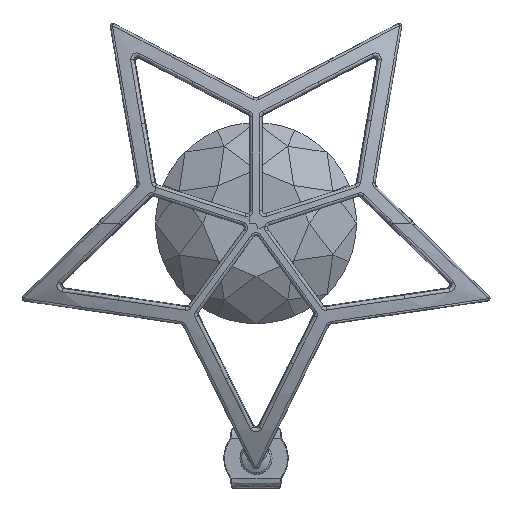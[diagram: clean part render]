
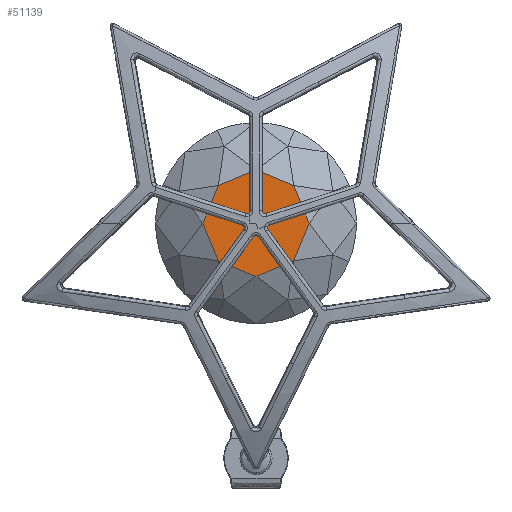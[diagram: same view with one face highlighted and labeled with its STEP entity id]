
A CAD part, front view. The second image highlights one B-rep face of the part: STEP entity #51139.
In plain terms, the highlighted free-form (B-spline) face has degree [1, 1] with [2, 2] control points.
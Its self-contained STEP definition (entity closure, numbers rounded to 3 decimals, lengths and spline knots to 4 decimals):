
#50850 = VERTEX_POINT('',#50851);
#50851 = CARTESIAN_POINT('',(2.4469,-2.8962,
    0.));
#50870 = VERTEX_POINT('',#50871);
#50871 = CARTESIAN_POINT('',(1.7302,-2.8962,
    -1.7302));
#50876 = EDGE_CURVE('',#50850,#50870,#50877,.T.);
#50877 = B_SPLINE_CURVE_WITH_KNOTS('',1,(#50878,#50879),.UNSPECIFIED.,
  .F.,.F.,(2,2),(0.,2.0282),
  .PIECEWISE_BEZIER_KNOTS.);
#50878 = CARTESIAN_POINT('',(2.4469,-2.8962,
    0.));
#50879 = CARTESIAN_POINT('',(1.7302,-2.8962,
    -1.7302));
#50907 = VERTEX_POINT('',#50908);
#50908 = CARTESIAN_POINT('',(0.,-2.8962,
    -2.4469));
#50913 = EDGE_CURVE('',#50870,#50907,#50914,.T.);
#50914 = B_SPLINE_CURVE_WITH_KNOTS('',1,(#50915,#50916),.UNSPECIFIED.,
  .F.,.F.,(2,2),(0.,2.0282),.PIECEWISE_BEZIER_KNOTS.);
#50915 = CARTESIAN_POINT('',(1.7302,-2.8962,
    -1.7302));
#50916 = CARTESIAN_POINT('',(0.,-2.8962,
    -2.4469));
#50944 = VERTEX_POINT('',#50945);
#50945 = CARTESIAN_POINT('',(-1.7302,-2.8962,
    -1.7302));
#50950 = EDGE_CURVE('',#50907,#50944,#50951,.T.);
#50951 = B_SPLINE_CURVE_WITH_KNOTS('',1,(#50952,#50953),.UNSPECIFIED.,
  .F.,.F.,(2,2),(0.,2.0282),
  .PIECEWISE_BEZIER_KNOTS.);
#50952 = CARTESIAN_POINT('',(0.,-2.8962,
    -2.4469));
#50953 = CARTESIAN_POINT('',(-1.7302,-2.8962,
    -1.7302));
#50981 = VERTEX_POINT('',#50982);
#50982 = CARTESIAN_POINT('',(-2.4469,-2.8962,
    0.));
#50987 = EDGE_CURVE('',#50944,#50981,#50988,.T.);
#50988 = B_SPLINE_CURVE_WITH_KNOTS('',1,(#50989,#50990),.UNSPECIFIED.,
  .F.,.F.,(2,2),(0.,2.0282),.PIECEWISE_BEZIER_KNOTS.);
#50989 = CARTESIAN_POINT('',(-1.7302,-2.8962,
    -1.7302));
#50990 = CARTESIAN_POINT('',(-2.4469,-2.8962,
    0.));
#51018 = VERTEX_POINT('',#51019);
#51019 = CARTESIAN_POINT('',(-1.7302,-2.8962,
    1.7302));
#51024 = EDGE_CURVE('',#50981,#51018,#51025,.T.);
#51025 = B_SPLINE_CURVE_WITH_KNOTS('',1,(#51026,#51027),.UNSPECIFIED.,
  .F.,.F.,(2,2),(0.,2.0282),
  .PIECEWISE_BEZIER_KNOTS.);
#51026 = CARTESIAN_POINT('',(-2.4469,-2.8962,
    0.));
#51027 = CARTESIAN_POINT('',(-1.7302,-2.8962,
    1.7302));
#51056 = VERTEX_POINT('',#51057);
#51057 = CARTESIAN_POINT('',(0.,-2.8962,
    2.4469));
#51062 = EDGE_CURVE('',#51018,#51056,#51063,.T.);
#51063 = B_SPLINE_CURVE_WITH_KNOTS('',1,(#51064,#51065),.UNSPECIFIED.,
  .F.,.F.,(2,2),(0.,2.0282),.PIECEWISE_BEZIER_KNOTS.);
#51064 = CARTESIAN_POINT('',(-1.7302,-2.8962,
    1.7302));
#51065 = CARTESIAN_POINT('',(0.,-2.8962,
    2.4469));
#51093 = VERTEX_POINT('',#51094);
#51094 = CARTESIAN_POINT('',(1.7302,-2.8962,
    1.7302));
#51099 = EDGE_CURVE('',#51056,#51093,#51100,.T.);
#51100 = B_SPLINE_CURVE_WITH_KNOTS('',1,(#51101,#51102),.UNSPECIFIED.,
  .F.,.F.,(2,2),(0.,2.0282),
  .PIECEWISE_BEZIER_KNOTS.);
#51101 = CARTESIAN_POINT('',(0.,-2.8962,
    2.4469));
#51102 = CARTESIAN_POINT('',(1.7302,-2.8962,
    1.7302));
#51129 = EDGE_CURVE('',#51093,#50850,#51130,.T.);
#51130 = B_SPLINE_CURVE_WITH_KNOTS('',1,(#51131,#51132),.UNSPECIFIED.,
  .F.,.F.,(2,2),(-0.,2.0282),.PIECEWISE_BEZIER_KNOTS.);
#51131 = CARTESIAN_POINT('',(1.7302,-2.8962,
    1.7302));
#51132 = CARTESIAN_POINT('',(2.4469,-2.8962,
    0.));
#51139 = ADVANCED_FACE('',(#51140),#51150,.T.);
#51140 = FACE_BOUND('',#51141,.F.);
#51141 = EDGE_LOOP('',(#51142,#51143,#51144,#51145,#51146,#51147,#51148,
    #51149));
#51142 = ORIENTED_EDGE('',*,*,#51062,.T.);
#51143 = ORIENTED_EDGE('',*,*,#51099,.T.);
#51144 = ORIENTED_EDGE('',*,*,#51129,.T.);
#51145 = ORIENTED_EDGE('',*,*,#50876,.T.);
#51146 = ORIENTED_EDGE('',*,*,#50913,.T.);
#51147 = ORIENTED_EDGE('',*,*,#50950,.T.);
#51148 = ORIENTED_EDGE('',*,*,#50987,.T.);
#51149 = ORIENTED_EDGE('',*,*,#51024,.T.);
#51150 = B_SPLINE_SURFACE_WITH_KNOTS('',1,1,(
    (#51151,#51152)
    ,(#51153,#51154
  )),.UNSPECIFIED.,.F.,.F.,.F.,(2,2),(2,2),(-2.65,2.65),(-2.65,2.65),
  .PIECEWISE_BEZIER_KNOTS.);
#51151 = CARTESIAN_POINT('',(2.4469,-2.8962,
    2.4469));
#51152 = CARTESIAN_POINT('',(2.4469,-2.8962,
    -2.4469));
#51153 = CARTESIAN_POINT('',(-2.4469,-2.8962,
    2.4469));
#51154 = CARTESIAN_POINT('',(-2.4469,-2.8962,
    -2.4469));
